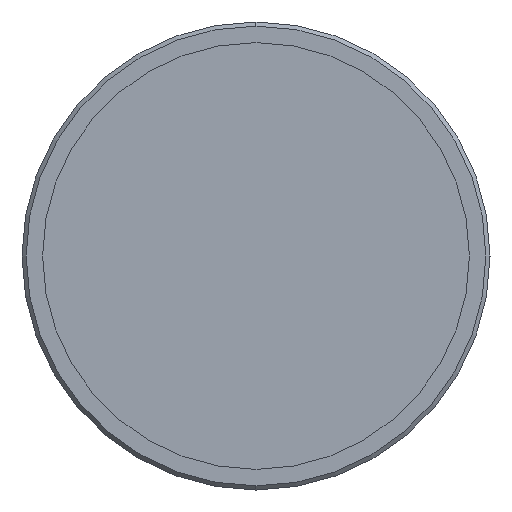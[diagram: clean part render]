
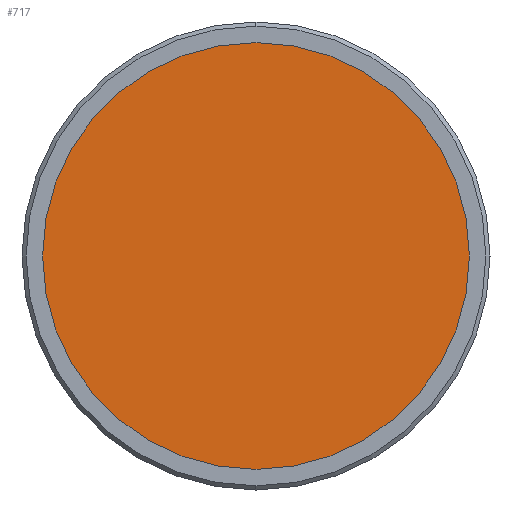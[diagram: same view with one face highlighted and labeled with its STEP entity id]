
A CAD part, left-side view. The second image highlights one B-rep face of the part: STEP entity #717.
In plain terms, the highlighted planar face has unit normal (-1, 0, 0).
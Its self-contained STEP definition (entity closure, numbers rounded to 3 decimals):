
#14 = AXIS2_PLACEMENT_3D ( 'NONE', #206, #144, #84 ) ;
#28 = EDGE_LOOP ( 'NONE', ( #62, #637 ) ) ;
#42 = VERTEX_POINT ( 'NONE', #532 ) ;
#62 = ORIENTED_EDGE ( 'NONE', *, *, #421, .T. ) ;
#84 = DIRECTION ( 'NONE',  ( 0., 0., 1. ) ) ;
#143 = DIRECTION ( 'NONE',  ( 1., 0., 0. ) ) ;
#144 = DIRECTION ( 'NONE',  ( -1., 0., 0. ) ) ;
#186 = CIRCLE ( 'NONE', #14, 15.5 ) ;
#188 = AXIS2_PLACEMENT_3D ( 'NONE', #339, #763, #516 ) ;
#204 = CARTESIAN_POINT ( 'NONE',  ( 2.5, 0., -15.5 ) ) ;
#206 = CARTESIAN_POINT ( 'NONE',  ( 2.5, 0., 0. ) ) ;
#233 = CIRCLE ( 'NONE', #188, 15.5 ) ;
#339 = CARTESIAN_POINT ( 'NONE',  ( 2.5, 0., 0. ) ) ;
#375 = CARTESIAN_POINT ( 'NONE',  ( 2.5, 15.5, 0. ) ) ;
#389 = VERTEX_POINT ( 'NONE', #204 ) ;
#421 = EDGE_CURVE ( 'NONE', #42, #389, #186, .T. ) ;
#424 = PLANE ( 'NONE',  #751 ) ;
#440 = FACE_OUTER_BOUND ( 'NONE', #28, .T. ) ;
#516 = DIRECTION ( 'NONE',  ( 0., 0., 1. ) ) ;
#532 = CARTESIAN_POINT ( 'NONE',  ( 2.5, 0., 15.5 ) ) ;
#562 = EDGE_CURVE ( 'NONE', #389, #42, #233, .T. ) ;
#637 = ORIENTED_EDGE ( 'NONE', *, *, #562, .T. ) ;
#683 = DIRECTION ( 'NONE',  ( 0., 0., -1. ) ) ;
#717 = ADVANCED_FACE ( 'NONE', ( #440 ), #424, .F. ) ;
#751 = AXIS2_PLACEMENT_3D ( 'NONE', #375, #143, #683 ) ;
#763 = DIRECTION ( 'NONE',  ( -1., 0., 0. ) ) ;
